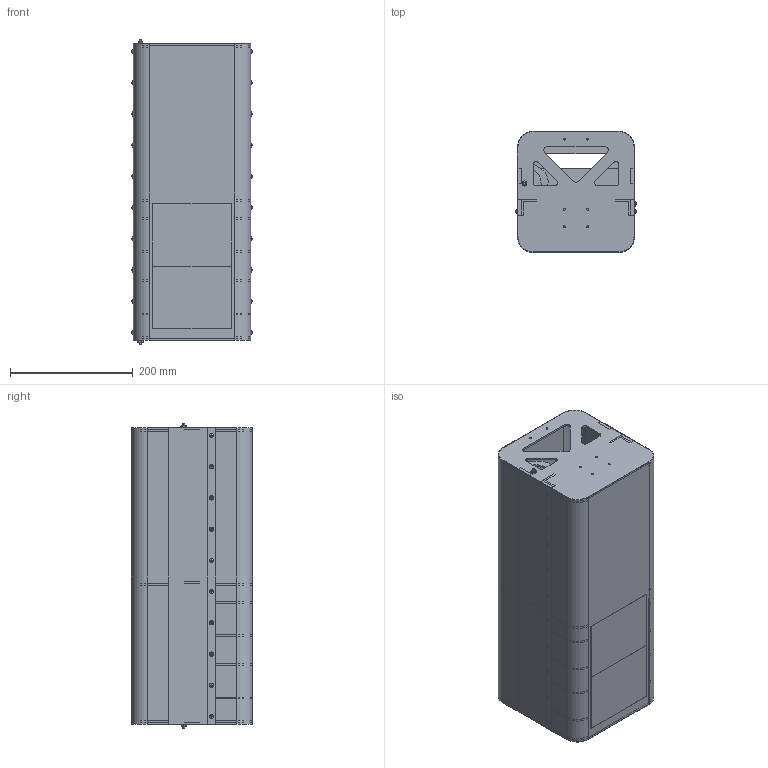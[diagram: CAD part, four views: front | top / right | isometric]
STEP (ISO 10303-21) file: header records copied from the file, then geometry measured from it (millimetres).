
FILE_DESCRIPTION (( 'STEP AP203' ), '1' );
FILE_NAME ('UT53-002-051-B.STEP', '2016-02-20T03:09:30', ( '' ), ( '' ), 'SwSTEP 2.0', 'SolidWorks 2016', '' );
FILE_SCHEMA (( 'CONFIG_CONTROL_DESIGN' ));
Length unit declared in the file: inch
Products named in the file (16): UT53-051-104-B; UT53-051-109-B; UT53-051-105-B; UT53-051-101-B; UT53-051-107-B; UT53-051-106-B; UT53-051-111-B; UT53-051-102-B; pan cross head_ai_CR-PHMS 0.138-32x0.5x0.5-C; UT53-051-112-B; UT53-051-108-B; UT53-051-103-B; machine screw nut hex_ai_MSHXNUT 0.138-32-S-N; UT53-002-051-B; UT53-051-110-B; UT53-051-113-B
Assembly tree (62 placements, depth 2):
  UT53-002-051-B
    UT53-051-101-B
    UT53-051-102-B
    UT53-051-103-B
    UT53-051-104-B  x17
    UT53-051-105-B  x3
    pan cross head_ai_CR-PHMS 0.138-32x0.5x0.5-C  x27
    UT53-051-106-B
    UT53-051-107-B
    UT53-051-108-B
    UT53-051-109-B
    UT53-051-110-B
    UT53-051-111-B
    UT53-051-112-B
    UT53-051-113-B  x2
    machine screw nut hex_ai_MSHXNUT 0.138-32-S-N  x3
Bounding box: 195.35 x 196.85 x 495.3 mm (x, y, z)
Volume: 1077358.2 mm3; surface area: 1157749.3 mm2
Topology: 62 solids, 62 shells, 1366 faces, 3307 edges, 2092 vertices
Faces by surface type: plane 760, cylinder 468, torus 54, sphere 54, cone 30
Entity records: 21485 total; most frequent: DIRECTION 3373, CARTESIAN_POINT 3166, ORIENTED_EDGE 3018, EDGE_CURVE 1509, AXIS2_PLACEMENT_3D 1259, VERTEX_POINT 988, VECTOR 855, LINE 855
